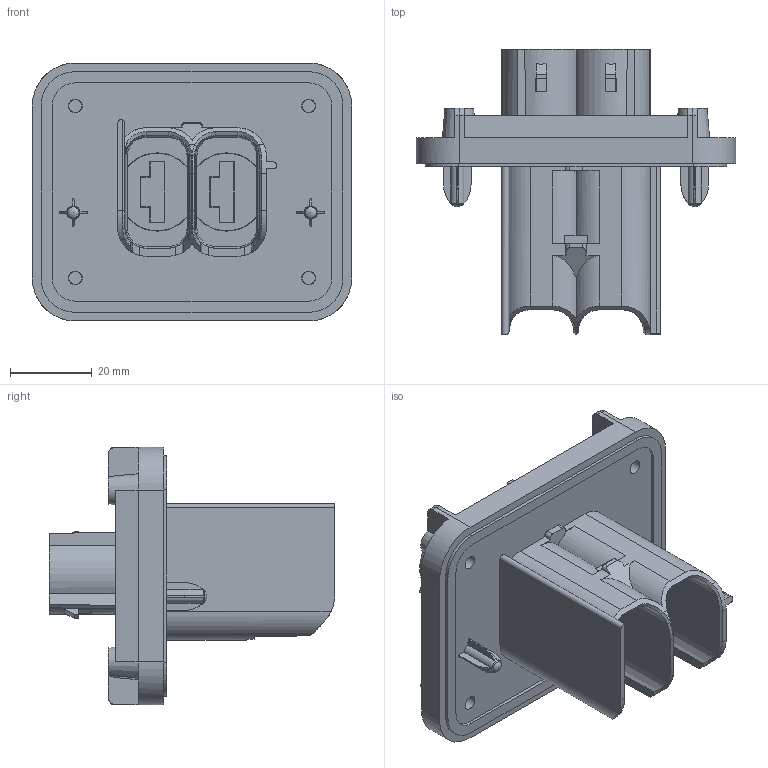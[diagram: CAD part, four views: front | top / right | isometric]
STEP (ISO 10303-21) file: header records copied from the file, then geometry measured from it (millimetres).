
FILE_DESCRIPTION(/* description */ (''),/* implementation_level */ '2;1');
FILE_NAME(/* name */ '13959824-ENV10_03-CONN.stp',/* time_stamp */ '2023-06-21T08:42:39+08:00',/* author */ (''),/* organization */ (''),/* preprocessor_version */ 'ST-DEVELOPER v16',/* originating_system */ 'SIEMENS PLM Software NX 11.0',/* authorisation */ '');
FILE_SCHEMA (('AUTOMOTIVE_DESIGN { 1 0 10303 214 3 1 1 1 }'));
Length unit declared in the file: millimetre
Products named in the file (1): 13959824-ENV10_03-CONN
Bounding box: 78 x 69.75 x 63 mm (x, y, z)
Volume: 62629.6 mm3; surface area: 30256.9 mm2
Topology: 1 solids, 1 shells, 342 faces, 907 edges, 581 vertices
Faces by surface type: plane 213, cylinder 68, cone 28, bspline 27, torus 4, sphere 2
Entity records: 11253 total; most frequent: CARTESIAN_POINT 2968, ORIENTED_EDGE 1780, DIRECTION 1639, EDGE_CURVE 890, VERTEX_POINT 574, AXIS2_PLACEMENT_3D 567, LINE 505, VECTOR 505
